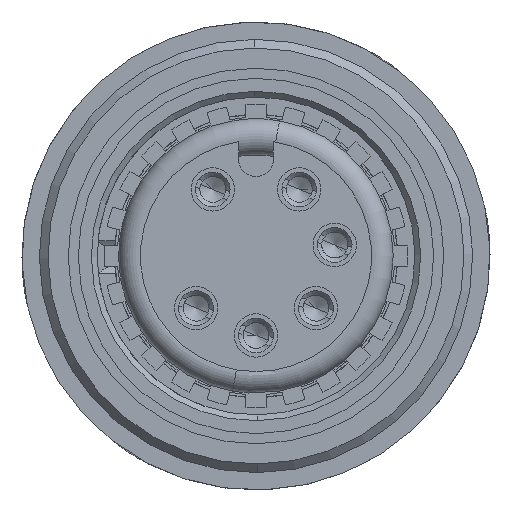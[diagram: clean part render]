
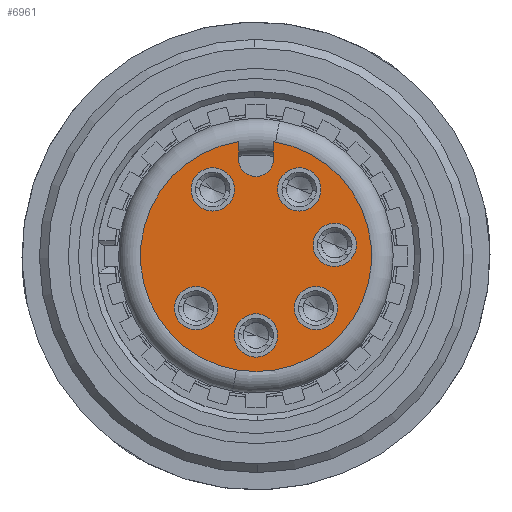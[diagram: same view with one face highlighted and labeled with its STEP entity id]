
A CAD part, left-side view. The second image highlights one B-rep face of the part: STEP entity #6961.
In plain terms, the highlighted planar face has unit normal (-1, 0, 0).
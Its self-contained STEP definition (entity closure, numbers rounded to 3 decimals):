
#292=CARTESIAN_POINT('',(-7.445,-11.216,85.406));
#293=DIRECTION('',(-1.,0.,0.));
#294=DIRECTION('',(0.,0.,-1.));
#295=AXIS2_PLACEMENT_3D('',#292,#293,#294);
#297=CARTESIAN_POINT('',(-7.445,-11.216,82.056));
#298=DIRECTION('',(1.,0.,0.));
#299=DIRECTION('',(0.,-0.15,0.989));
#300=AXIS2_PLACEMENT_3D('',#297,#298,#299);
#302=CARTESIAN_POINT('',(-7.445,-11.216,82.056));
#303=DIRECTION('',(1.,0.,0.));
#304=DIRECTION('',(0.,0.,-1.));
#305=AXIS2_PLACEMENT_3D('',#302,#303,#304);
#307=CARTESIAN_POINT('',(-7.445,-11.216,85.406));
#308=DIRECTION('',(-1.,0.,0.));
#309=DIRECTION('',(0.,1.,0.));
#310=AXIS2_PLACEMENT_3D('',#307,#308,#309);
#312=CARTESIAN_POINT('',(-7.445,-9.718,84.363));
#313=DIRECTION('',(-1.,0.,0.));
#314=DIRECTION('',(0.,0.,-1.));
#315=AXIS2_PLACEMENT_3D('',#312,#313,#314);
#317=CARTESIAN_POINT('',(-7.445,-9.718,84.363));
#318=DIRECTION('',(-1.,0.,0.));
#319=DIRECTION('',(0.,0.,1.));
#320=AXIS2_PLACEMENT_3D('',#317,#318,#319);
#322=CARTESIAN_POINT('',(-7.445,-13.939,82.439));
#323=DIRECTION('',(-1.,0.,0.));
#324=DIRECTION('',(0.,0.,-1.));
#325=AXIS2_PLACEMENT_3D('',#322,#323,#324);
#327=CARTESIAN_POINT('',(-7.445,-13.939,82.439));
#328=DIRECTION('',(-1.,0.,0.));
#329=DIRECTION('',(0.,0.,1.));
#330=AXIS2_PLACEMENT_3D('',#327,#328,#329);
#332=CARTESIAN_POINT('',(-7.445,-11.216,79.306));
#333=DIRECTION('',(-1.,0.,0.));
#334=DIRECTION('',(0.,0.,-1.));
#335=AXIS2_PLACEMENT_3D('',#332,#333,#334);
#337=CARTESIAN_POINT('',(-7.445,-11.216,79.306));
#338=DIRECTION('',(-1.,0.,0.));
#339=DIRECTION('',(0.,0.,1.));
#340=AXIS2_PLACEMENT_3D('',#337,#338,#339);
#342=CARTESIAN_POINT('',(-7.445,-13.291,80.252));
#343=DIRECTION('',(-1.,0.,0.));
#344=DIRECTION('',(0.,0.,-1.));
#345=AXIS2_PLACEMENT_3D('',#342,#343,#344);
#347=CARTESIAN_POINT('',(-7.445,-13.291,80.252));
#348=DIRECTION('',(-1.,0.,0.));
#349=DIRECTION('',(0.,0.,1.));
#350=AXIS2_PLACEMENT_3D('',#347,#348,#349);
#352=CARTESIAN_POINT('',(-7.445,-12.713,84.363));
#353=DIRECTION('',(-1.,0.,0.));
#354=DIRECTION('',(0.,0.,-1.));
#355=AXIS2_PLACEMENT_3D('',#352,#353,#354);
#357=CARTESIAN_POINT('',(-7.445,-12.713,84.363));
#358=DIRECTION('',(-1.,0.,0.));
#359=DIRECTION('',(0.,0.,1.));
#360=AXIS2_PLACEMENT_3D('',#357,#358,#359);
#362=CARTESIAN_POINT('',(-7.445,-9.14,80.252));
#363=DIRECTION('',(-1.,0.,0.));
#364=DIRECTION('',(0.,0.,-1.));
#365=AXIS2_PLACEMENT_3D('',#362,#363,#364);
#367=CARTESIAN_POINT('',(-7.445,-9.14,80.252));
#368=DIRECTION('',(-1.,0.,0.));
#369=DIRECTION('',(0.,0.,1.));
#370=AXIS2_PLACEMENT_3D('',#367,#368,#369);
#380=DIRECTION('',(0.,0.,1.));
#381=VECTOR('',#380,0.605);
#382=CARTESIAN_POINT('',(-7.445,-10.616,85.406));
#383=LINE('',#382,#381);
#482=DIRECTION('',(0.,0.,-1.));
#483=VECTOR('',#482,0.605);
#484=CARTESIAN_POINT('',(-7.445,-11.816,86.011));
#485=LINE('',#484,#483);
#6043=CARTESIAN_POINT('',(-7.445,-11.816,
86.011));
#6044=CARTESIAN_POINT('',(-7.445,-11.216,
78.056));
#6045=VERTEX_POINT('',#6043);
#6046=VERTEX_POINT('',#6044);
#6047=CARTESIAN_POINT('',(-7.445,-10.616,
86.011));
#6048=VERTEX_POINT('',#6047);
#6049=CARTESIAN_POINT('',(-7.445,-11.216,
84.806));
#6050=CARTESIAN_POINT('',(-7.445,-11.816,
85.406));
#6051=VERTEX_POINT('',#6049);
#6052=VERTEX_POINT('',#6050);
#6053=CARTESIAN_POINT('',(-7.445,-10.616,
85.406));
#6054=VERTEX_POINT('',#6053);
#6055=CARTESIAN_POINT('',(-7.445,-9.718,
83.613));
#6056=CARTESIAN_POINT('',(-7.445,-9.718,
85.113));
#6057=VERTEX_POINT('',#6055);
#6058=VERTEX_POINT('',#6056);
#6059=CARTESIAN_POINT('',(-7.445,-13.939,
81.689));
#6060=CARTESIAN_POINT('',(-7.445,-13.939,
83.189));
#6061=VERTEX_POINT('',#6059);
#6062=VERTEX_POINT('',#6060);
#6063=CARTESIAN_POINT('',(-7.445,-11.216,
78.556));
#6064=CARTESIAN_POINT('',(-7.445,-11.216,
80.056));
#6065=VERTEX_POINT('',#6063);
#6066=VERTEX_POINT('',#6064);
#6067=CARTESIAN_POINT('',(-7.445,-13.291,
79.502));
#6068=CARTESIAN_POINT('',(-7.445,-13.291,
81.002));
#6069=VERTEX_POINT('',#6067);
#6070=VERTEX_POINT('',#6068);
#6071=CARTESIAN_POINT('',(-7.445,-12.713,
83.613));
#6072=CARTESIAN_POINT('',(-7.445,-12.713,
85.113));
#6073=VERTEX_POINT('',#6071);
#6074=VERTEX_POINT('',#6072);
#6075=CARTESIAN_POINT('',(-7.445,-9.14,
79.502));
#6076=CARTESIAN_POINT('',(-7.445,-9.14,
81.002));
#6077=VERTEX_POINT('',#6075);
#6078=VERTEX_POINT('',#6076);
#6908=CARTESIAN_POINT('',(-7.445,-11.216,
82.034));
#6909=DIRECTION('',(1.,0.,0.));
#6910=DIRECTION('',(0.,0.,-1.));
#6911=AXIS2_PLACEMENT_3D('',#6908,#6909,#6910);
#6912=PLANE('',#6911);
#6914=ORIENTED_EDGE('',*,*,#6913,.T.);
#6916=ORIENTED_EDGE('',*,*,#6915,.F.);
#6918=ORIENTED_EDGE('',*,*,#6917,.T.);
#6920=ORIENTED_EDGE('',*,*,#6919,.T.);
#6922=ORIENTED_EDGE('',*,*,#6921,.F.);
#6924=ORIENTED_EDGE('',*,*,#6923,.T.);
#6925=EDGE_LOOP('',(#6914,#6916,#6918,#6920,#6922,#6924));
#6926=FACE_OUTER_BOUND('',#6925,.F.);
#6927=ORIENTED_EDGE('',*,*,#6888,.T.);
#6928=ORIENTED_EDGE('',*,*,#6901,.T.);
#6929=EDGE_LOOP('',(#6927,#6928));
#6930=FACE_BOUND('',#6929,.F.);
#6932=ORIENTED_EDGE('',*,*,#6931,.T.);
#6934=ORIENTED_EDGE('',*,*,#6933,.T.);
#6935=EDGE_LOOP('',(#6932,#6934));
#6936=FACE_BOUND('',#6935,.F.);
#6938=ORIENTED_EDGE('',*,*,#6937,.T.);
#6940=ORIENTED_EDGE('',*,*,#6939,.T.);
#6941=EDGE_LOOP('',(#6938,#6940));
#6942=FACE_BOUND('',#6941,.F.);
#6944=ORIENTED_EDGE('',*,*,#6943,.T.);
#6946=ORIENTED_EDGE('',*,*,#6945,.T.);
#6947=EDGE_LOOP('',(#6944,#6946));
#6948=FACE_BOUND('',#6947,.F.);
#6950=ORIENTED_EDGE('',*,*,#6949,.T.);
#6952=ORIENTED_EDGE('',*,*,#6951,.T.);
#6953=EDGE_LOOP('',(#6950,#6952));
#6954=FACE_BOUND('',#6953,.F.);
#6956=ORIENTED_EDGE('',*,*,#6955,.T.);
#6958=ORIENTED_EDGE('',*,*,#6957,.T.);
#6959=EDGE_LOOP('',(#6956,#6958));
#6960=FACE_BOUND('',#6959,.F.);
#296=CIRCLE('',#295,0.6);
#301=CIRCLE('',#300,4.);
#306=CIRCLE('',#305,4.);
#311=CIRCLE('',#310,0.6);
#316=CIRCLE('',#315,0.75);
#321=CIRCLE('',#320,0.75);
#326=CIRCLE('',#325,0.75);
#331=CIRCLE('',#330,0.75);
#336=CIRCLE('',#335,0.75);
#341=CIRCLE('',#340,0.75);
#346=CIRCLE('',#345,0.75);
#351=CIRCLE('',#350,0.75);
#356=CIRCLE('',#355,0.75);
#361=CIRCLE('',#360,0.75);
#366=CIRCLE('',#365,0.75);
#371=CIRCLE('',#370,0.75);
#6888=EDGE_CURVE('',#6057,#6058,#316,.T.);
#6901=EDGE_CURVE('',#6058,#6057,#321,.T.);
#6913=EDGE_CURVE('',#6051,#6052,#296,.T.);
#6915=EDGE_CURVE('',#6045,#6052,#485,.T.);
#6917=EDGE_CURVE('',#6045,#6046,#301,.T.);
#6919=EDGE_CURVE('',#6046,#6048,#306,.T.);
#6921=EDGE_CURVE('',#6054,#6048,#383,.T.);
#6923=EDGE_CURVE('',#6054,#6051,#311,.T.);
#6931=EDGE_CURVE('',#6061,#6062,#326,.T.);
#6933=EDGE_CURVE('',#6062,#6061,#331,.T.);
#6937=EDGE_CURVE('',#6065,#6066,#336,.T.);
#6939=EDGE_CURVE('',#6066,#6065,#341,.T.);
#6943=EDGE_CURVE('',#6069,#6070,#346,.T.);
#6945=EDGE_CURVE('',#6070,#6069,#351,.T.);
#6949=EDGE_CURVE('',#6073,#6074,#356,.T.);
#6951=EDGE_CURVE('',#6074,#6073,#361,.T.);
#6955=EDGE_CURVE('',#6077,#6078,#366,.T.);
#6957=EDGE_CURVE('',#6078,#6077,#371,.T.);
#6961=ADVANCED_FACE('',(#6926,#6930,#6936,#6942,#6948,#6954,#6960),#6912,.F.);
